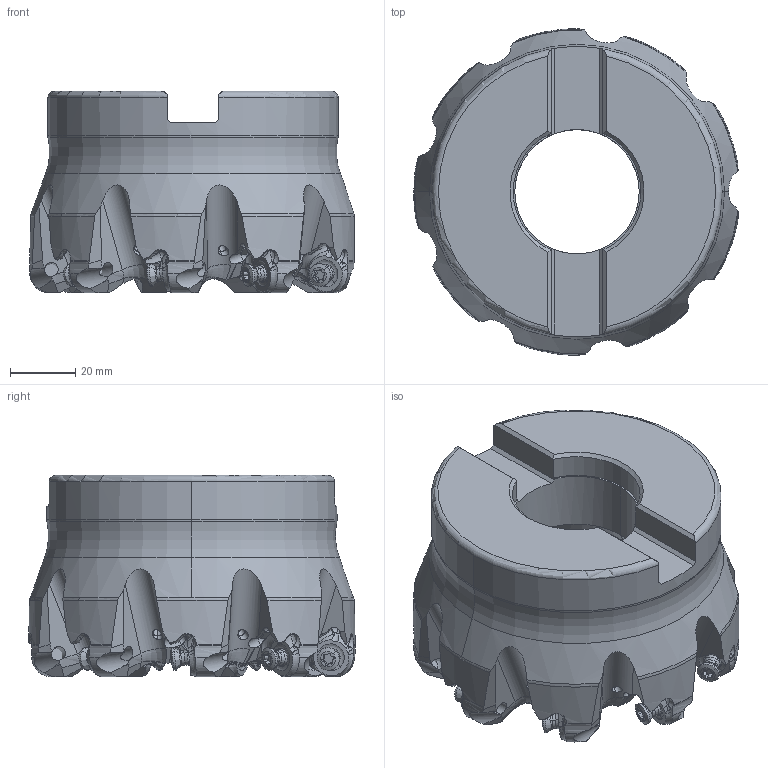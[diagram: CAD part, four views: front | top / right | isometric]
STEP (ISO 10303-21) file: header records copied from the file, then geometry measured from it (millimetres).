
FILE_DESCRIPTION(/* description */ (''),/* implementation_level */ '2;1');
FILE_NAME(/* name */ 'WWX400UR4_0009EA.stp',/* time_stamp */ '2020-04-21T17:34:06+09:00',/* author */ (''),/* organization */ (''),/* preprocessor_version */ 'ST-DEVELOPER v16',/* originating_system */ 'SIEMENS PLM Software NX 10.0',/* authorisation */ '');
FILE_SCHEMA (('AUTOMOTIVE_DESIGN { 1 0 10303 214 3 1 1 1 }'));
Products named in the file (1): WWX400UR4_0009EA_ASM
Bounding box: 99.36 x 99.96 x 61.71 mm (x, y, z)
Volume: 272137 mm3; surface area: 44531.3 mm2
Topology: 10 solids, 10 shells, 1183 faces, 3424 edges, 2201 vertices
Faces by surface type: cylinder 435, plane 263, bspline 162, sphere 126, torus 77, cone 66, extrusion 54
Entity records: 84489 total; most frequent: CARTESIAN_POINT 55611, ORIENTED_EDGE 6704, DIRECTION 5146, EDGE_CURVE 3352, AXIS2_PLACEMENT_3D 2190, VERTEX_POINT 2189, B_SPLINE_CURVE_WITH_KNOTS 1512, EDGE_LOOP 1221
